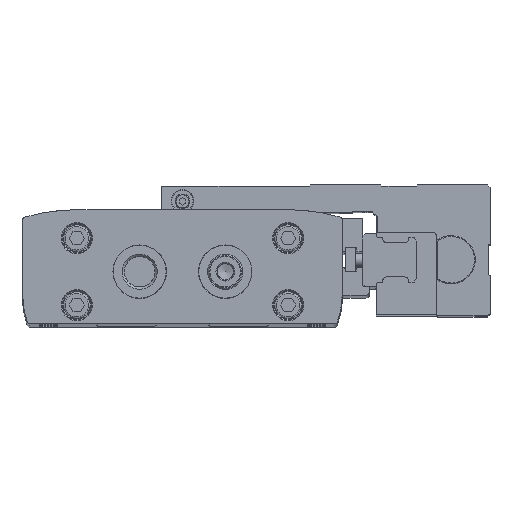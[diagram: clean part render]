
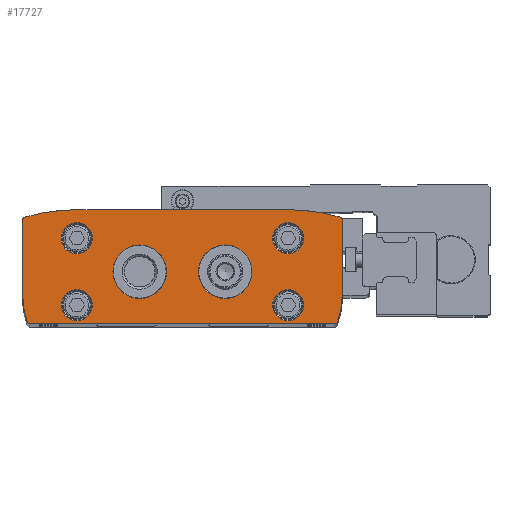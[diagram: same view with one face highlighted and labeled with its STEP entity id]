
A CAD part, top view. The second image highlights one B-rep face of the part: STEP entity #17727.
In plain terms, the highlighted planar face has unit normal (0, 0, 1).
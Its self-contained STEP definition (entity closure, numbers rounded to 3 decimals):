
#1038=LINE('',#27707,#2548);
#1039=LINE('',#27714,#2549);
#1040=LINE('',#27720,#2550);
#1041=LINE('',#27723,#2551);
#2548=VECTOR('',#22009,1000.);
#2549=VECTOR('',#22014,1000.);
#2550=VECTOR('',#22019,1000.);
#2551=VECTOR('',#22022,1000.);
#4633=ORIENTED_EDGE('',*,*,#9158,.F.);
#4634=ORIENTED_EDGE('',*,*,#9159,.F.);
#4635=ORIENTED_EDGE('',*,*,#9160,.F.);
#4636=ORIENTED_EDGE('',*,*,#9161,.F.);
#4637=ORIENTED_EDGE('',*,*,#9162,.F.);
#4638=ORIENTED_EDGE('',*,*,#9163,.F.);
#4639=ORIENTED_EDGE('',*,*,#9164,.T.);
#4640=ORIENTED_EDGE('',*,*,#9165,.T.);
#4641=ORIENTED_EDGE('',*,*,#9166,.T.);
#4642=ORIENTED_EDGE('',*,*,#9167,.T.);
#4643=ORIENTED_EDGE('',*,*,#9168,.T.);
#4644=ORIENTED_EDGE('',*,*,#9169,.T.);
#4645=ORIENTED_EDGE('',*,*,#9170,.T.);
#4646=ORIENTED_EDGE('',*,*,#9171,.T.);
#4647=ORIENTED_EDGE('',*,*,#8732,.T.);
#4648=ORIENTED_EDGE('',*,*,#9172,.T.);
#4649=ORIENTED_EDGE('',*,*,#8714,.T.);
#4650=ORIENTED_EDGE('',*,*,#9173,.T.);
#8714=EDGE_CURVE('',#11148,#11151,#12873,.T.);
#8732=EDGE_CURVE('',#11166,#11169,#12879,.T.);
#9158=EDGE_CURVE('',#11466,#11466,#13038,.T.);
#9159=EDGE_CURVE('',#11467,#11467,#13039,.T.);
#9160=EDGE_CURVE('',#11468,#11468,#13040,.T.);
#9161=EDGE_CURVE('',#11469,#11469,#13041,.T.);
#9162=EDGE_CURVE('',#11470,#11470,#13042,.T.);
#9163=EDGE_CURVE('',#11471,#11471,#13043,.T.);
#9164=EDGE_CURVE('',#11472,#11473,#1038,.T.);
#9165=EDGE_CURVE('',#11473,#11474,#13044,.T.);
#9166=EDGE_CURVE('',#11474,#11475,#13045,.T.);
#9167=EDGE_CURVE('',#11475,#11476,#1039,.T.);
#9168=EDGE_CURVE('',#11476,#11477,#13046,.T.);
#9169=EDGE_CURVE('',#11477,#11478,#13047,.T.);
#9170=EDGE_CURVE('',#11478,#11479,#1040,.T.);
#9171=EDGE_CURVE('',#11479,#11166,#13048,.T.);
#9172=EDGE_CURVE('',#11169,#11148,#1041,.T.);
#9173=EDGE_CURVE('',#11151,#11472,#13049,.T.);
#11148=VERTEX_POINT('',#26750);
#11151=VERTEX_POINT('',#26755);
#11166=VERTEX_POINT('',#26831);
#11169=VERTEX_POINT('',#26836);
#11466=VERTEX_POINT('',#27696);
#11467=VERTEX_POINT('',#27698);
#11468=VERTEX_POINT('',#27700);
#11469=VERTEX_POINT('',#27702);
#11470=VERTEX_POINT('',#27704);
#11471=VERTEX_POINT('',#27706);
#11472=VERTEX_POINT('',#27708);
#11473=VERTEX_POINT('',#27709);
#11474=VERTEX_POINT('',#27711);
#11475=VERTEX_POINT('',#27713);
#11476=VERTEX_POINT('',#27715);
#11477=VERTEX_POINT('',#27717);
#11478=VERTEX_POINT('',#27719);
#11479=VERTEX_POINT('',#27721);
#12873=CIRCLE('',#18997,75.);
#12879=CIRCLE('',#19006,75.);
#13038=CIRCLE('',#19287,5.8);
#13039=CIRCLE('',#19288,5.8);
#13040=CIRCLE('',#19289,5.8);
#13041=CIRCLE('',#19290,5.8);
#13042=CIRCLE('',#19291,10.);
#13043=CIRCLE('',#19292,10.);
#13044=CIRCLE('',#19293,28.);
#13045=CIRCLE('',#19294,1.);
#13046=CIRCLE('',#19295,1.);
#13047=CIRCLE('',#19296,28.);
#13048=CIRCLE('',#19297,1.);
#13049=CIRCLE('',#19298,1.);
#13897=EDGE_LOOP('',(#4633));
#13898=EDGE_LOOP('',(#4634));
#13899=EDGE_LOOP('',(#4635));
#13900=EDGE_LOOP('',(#4636));
#13901=EDGE_LOOP('',(#4637));
#13902=EDGE_LOOP('',(#4638));
#13903=EDGE_LOOP('',(#4639,#4640,#4641,#4642,#4643,#4644,#4645,#4646,#4647,
#4648,#4649,#4650));
#15531=FACE_BOUND('',#13897,.T.);
#15532=FACE_BOUND('',#13898,.T.);
#15533=FACE_BOUND('',#13899,.T.);
#15534=FACE_BOUND('',#13900,.T.);
#15535=FACE_BOUND('',#13901,.T.);
#15536=FACE_BOUND('',#13902,.T.);
#15537=FACE_BOUND('',#13903,.T.);
#17077=PLANE('',#19286);
#17727=ADVANCED_FACE('',(#15531,#15532,#15533,#15534,#15535,#15536,#15537),
#17077,.T.);
#18997=AXIS2_PLACEMENT_3D('',#26756,#21146,#21147);
#19006=AXIS2_PLACEMENT_3D('',#26837,#21170,#21171);
#19286=AXIS2_PLACEMENT_3D('',#27694,#21995,#21996);
#19287=AXIS2_PLACEMENT_3D('',#27695,#21997,#21998);
#19288=AXIS2_PLACEMENT_3D('',#27697,#21999,#22000);
#19289=AXIS2_PLACEMENT_3D('',#27699,#22001,#22002);
#19290=AXIS2_PLACEMENT_3D('',#27701,#22003,#22004);
#19291=AXIS2_PLACEMENT_3D('',#27703,#22005,#22006);
#19292=AXIS2_PLACEMENT_3D('',#27705,#22007,#22008);
#19293=AXIS2_PLACEMENT_3D('',#27710,#22010,#22011);
#19294=AXIS2_PLACEMENT_3D('',#27712,#22012,#22013);
#19295=AXIS2_PLACEMENT_3D('',#27716,#22015,#22016);
#19296=AXIS2_PLACEMENT_3D('',#27718,#22017,#22018);
#19297=AXIS2_PLACEMENT_3D('',#27722,#22020,#22021);
#19298=AXIS2_PLACEMENT_3D('',#27724,#22023,#22024);
#21146=DIRECTION('',(0.,0.,1.));
#21147=DIRECTION('',(1.,0.,0.));
#21170=DIRECTION('',(0.,0.,1.));
#21171=DIRECTION('',(1.,0.,0.));
#21995=DIRECTION('',(0.,0.,1.));
#21996=DIRECTION('',(1.,0.,0.));
#21997=DIRECTION('',(0.,0.,1.));
#21998=DIRECTION('',(1.,0.,0.));
#21999=DIRECTION('',(0.,0.,1.));
#22000=DIRECTION('',(1.,0.,0.));
#22001=DIRECTION('',(0.,0.,1.));
#22002=DIRECTION('',(1.,0.,0.));
#22003=DIRECTION('',(0.,0.,1.));
#22004=DIRECTION('',(1.,0.,0.));
#22005=DIRECTION('',(0.,0.,1.));
#22006=DIRECTION('',(1.,0.,0.));
#22007=DIRECTION('',(0.,0.,1.));
#22008=DIRECTION('',(1.,0.,0.));
#22009=DIRECTION('',(0.,-1.,0.));
#22010=DIRECTION('',(0.,0.,1.));
#22011=DIRECTION('',(1.,0.,0.));
#22012=DIRECTION('',(0.,0.,1.));
#22013=DIRECTION('',(1.,0.,0.));
#22014=DIRECTION('',(1.,0.,0.));
#22015=DIRECTION('',(0.,0.,1.));
#22016=DIRECTION('',(1.,0.,0.));
#22017=DIRECTION('',(0.,0.,1.));
#22018=DIRECTION('',(1.,0.,0.));
#22019=DIRECTION('',(0.,1.,0.));
#22020=DIRECTION('',(0.,0.,1.));
#22021=DIRECTION('',(1.,0.,0.));
#22022=DIRECTION('',(-1.,0.,0.));
#22023=DIRECTION('',(0.,0.,1.));
#22024=DIRECTION('',(1.,0.,0.));
#26750=CARTESIAN_POINT('',(-38.7,42.7,350.));
#26755=CARTESIAN_POINT('',(-58.97,39.909,350.));
#26756=CARTESIAN_POINT('',(-38.7,-32.3,350.));
#26831=CARTESIAN_POINT('',(58.97,39.909,350.));
#26836=CARTESIAN_POINT('',(38.7,42.7,350.));
#26837=CARTESIAN_POINT('',(38.7,-32.3,350.));
#27694=CARTESIAN_POINT('',(-31.7,10.5,350.));
#27695=CARTESIAN_POINT('',(-39.5,7.,350.));
#27696=CARTESIAN_POINT('',(-33.7,7.,350.));
#27697=CARTESIAN_POINT('',(-39.5,32.,350.));
#27698=CARTESIAN_POINT('',(-33.7,32.,350.));
#27699=CARTESIAN_POINT('',(39.5,32.,350.));
#27700=CARTESIAN_POINT('',(45.3,32.,350.));
#27701=CARTESIAN_POINT('',(39.5,7.,350.));
#27702=CARTESIAN_POINT('',(45.3,7.,350.));
#27703=CARTESIAN_POINT('',(-16.,19.5,350.));
#27704=CARTESIAN_POINT('',(-6.,19.5,350.));
#27705=CARTESIAN_POINT('',(16.,19.5,350.));
#27706=CARTESIAN_POINT('',(26.,19.5,350.));
#27707=CARTESIAN_POINT('',(-59.7,38.946,350.));
#27708=CARTESIAN_POINT('',(-59.7,38.946,350.));
#27709=CARTESIAN_POINT('',(-59.7,10.5,350.));
#27710=CARTESIAN_POINT('',(-31.7,10.5,350.));
#27711=CARTESIAN_POINT('',(-57.91,0.648,350.));
#27712=CARTESIAN_POINT('',(-56.974,1.,350.));
#27713=CARTESIAN_POINT('',(-56.974,0.,350.));
#27714=CARTESIAN_POINT('',(-56.974,0.,350.));
#27715=CARTESIAN_POINT('',(56.974,0.,350.));
#27716=CARTESIAN_POINT('',(56.974,1.,350.));
#27717=CARTESIAN_POINT('',(57.91,0.648,350.));
#27718=CARTESIAN_POINT('',(31.7,10.5,350.));
#27719=CARTESIAN_POINT('',(59.7,10.5,350.));
#27720=CARTESIAN_POINT('',(59.7,10.5,350.));
#27721=CARTESIAN_POINT('',(59.7,38.946,350.));
#27722=CARTESIAN_POINT('',(58.7,38.946,350.));
#27723=CARTESIAN_POINT('',(38.7,42.7,350.));
#27724=CARTESIAN_POINT('',(-58.7,38.946,350.));
